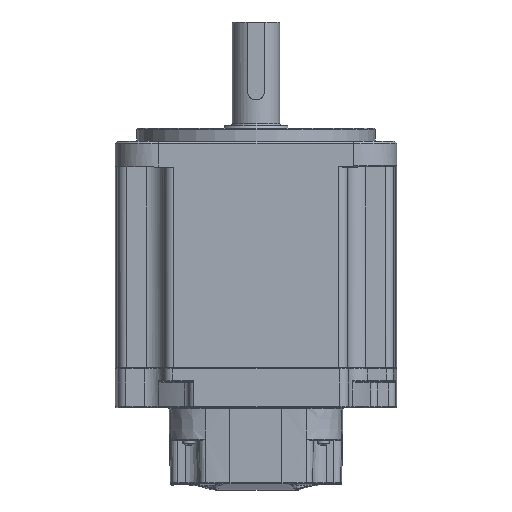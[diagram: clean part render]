
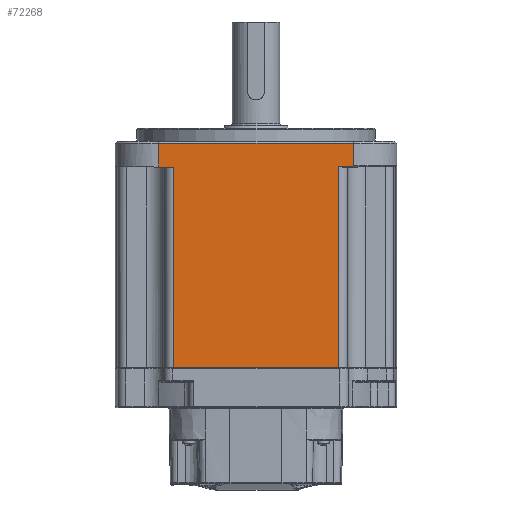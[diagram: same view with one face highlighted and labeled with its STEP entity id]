
A CAD part, left-side view. The second image highlights one B-rep face of the part: STEP entity #72268.
In plain terms, the highlighted planar face has unit normal (-1, 0, 0).
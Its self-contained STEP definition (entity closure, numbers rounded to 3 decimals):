
#8284 = DIRECTION ( 'NONE',  ( 0., 0., -1. ) ) ;
#9935 = EDGE_CURVE ( 'NONE', #23957, #136796, #130332, .T. ) ;
#12845 = CARTESIAN_POINT ( 'NONE',  ( -65., 38.176, -70.073 ) ) ;
#13631 = VECTOR ( 'NONE', #155958, 1000. ) ;
#16412 = DIRECTION ( 'NONE',  ( 0., 0., -1. ) ) ;
#20031 = CARTESIAN_POINT ( 'NONE',  ( -65., 38.176, -69.673 ) ) ;
#23957 = VERTEX_POINT ( 'NONE', #30333 ) ;
#24926 = ORIENTED_EDGE ( 'NONE', *, *, #139885, .F. ) ;
#30333 = CARTESIAN_POINT ( 'NONE',  ( -65., -45., 23.371 ) ) ;
#34093 = VERTEX_POINT ( 'NONE', #136346 ) ;
#35203 = VECTOR ( 'NONE', #82602, 1000. ) ;
#35394 = VECTOR ( 'NONE', #118086, 1000. ) ;
#36943 = CARTESIAN_POINT ( 'NONE',  ( -65., -45., 218.675 ) ) ;
#37114 = AXIS2_PLACEMENT_3D ( 'NONE', #36943, #159260, #16412 ) ;
#39193 = CARTESIAN_POINT ( 'NONE',  ( -65., 45., 33.827 ) ) ;
#39411 = EDGE_CURVE ( 'NONE', #157311, #23957, #138729, .T. ) ;
#41961 = CARTESIAN_POINT ( 'NONE',  ( -65., -45., 33.827 ) ) ;
#48047 = LINE ( 'NONE', #12845, #35394 ) ;
#49988 = EDGE_CURVE ( 'NONE', #151824, #136796, #72622, .T. ) ;
#50857 = CARTESIAN_POINT ( 'NONE',  ( -65., 45., 22.871 ) ) ;
#51086 = VERTEX_POINT ( 'NONE', #81776 ) ;
#53257 = VERTEX_POINT ( 'NONE', #123554 ) ;
#53819 = CARTESIAN_POINT ( 'NONE',  ( -65., -38.176, 23.252 ) ) ;
#56288 = CARTESIAN_POINT ( 'NONE',  ( -65., 45., 33.827 ) ) ;
#62080 = LINE ( 'NONE', #136051, #152589 ) ;
#62889 = VECTOR ( 'NONE', #139556, 1000. ) ;
#65996 = EDGE_CURVE ( 'NONE', #157311, #51086, #174255, .T. ) ;
#67958 = ORIENTED_EDGE ( 'NONE', *, *, #49988, .F. ) ;
#71050 = LINE ( 'NONE', #147917, #35203 ) ;
#72268 = ADVANCED_FACE ( 'NONE', ( #122853 ), #141184, .T. ) ;
#72622 = LINE ( 'NONE', #56288, #93413 ) ;
#77463 = VECTOR ( 'NONE', #8284, 1000. ) ;
#81776 = CARTESIAN_POINT ( 'NONE',  ( -65., -38.176, -69.673 ) ) ;
#82602 = DIRECTION ( 'NONE',  ( 0., -1., -0.017 ) ) ;
#83302 = DIRECTION ( 'NONE',  ( 0., -1., 0. ) ) ;
#93413 = VECTOR ( 'NONE', #83302, 1000. ) ;
#97594 = ORIENTED_EDGE ( 'NONE', *, *, #39411, .T. ) ;
#98090 = ORIENTED_EDGE ( 'NONE', *, *, #104668, .T. ) ;
#98649 = VECTOR ( 'NONE', #100154, 1000. ) ;
#100154 = DIRECTION ( 'NONE',  ( 0., -1., 0.017 ) ) ;
#104668 = EDGE_CURVE ( 'NONE', #53257, #34093, #71050, .T. ) ;
#111931 = ORIENTED_EDGE ( 'NONE', *, *, #151056, .F. ) ;
#112927 = CARTESIAN_POINT ( 'NONE',  ( -65., -38.176, 23.252 ) ) ;
#117681 = ORIENTED_EDGE ( 'NONE', *, *, #9935, .T. ) ;
#118086 = DIRECTION ( 'NONE',  ( 0., 0., 1. ) ) ;
#122853 = FACE_OUTER_BOUND ( 'NONE', #158562, .T. ) ;
#122927 = LINE ( 'NONE', #50857, #13631 ) ;
#123554 = CARTESIAN_POINT ( 'NONE',  ( -65., 45., 22.871 ) ) ;
#130332 = LINE ( 'NONE', #140145, #62889 ) ;
#136051 = CARTESIAN_POINT ( 'NONE',  ( -65., -38.176, -69.673 ) ) ;
#136346 = CARTESIAN_POINT ( 'NONE',  ( -65., 38.176, 22.752 ) ) ;
#136796 = VERTEX_POINT ( 'NONE', #41961 ) ;
#138729 = LINE ( 'NONE', #153133, #98649 ) ;
#139556 = DIRECTION ( 'NONE',  ( 0., 0., 1. ) ) ;
#139885 = EDGE_CURVE ( 'NONE', #51086, #158360, #62080, .T. ) ;
#140145 = CARTESIAN_POINT ( 'NONE',  ( -65., -45., 23.371 ) ) ;
#141184 = PLANE ( 'NONE',  #37114 ) ;
#147221 = EDGE_CURVE ( 'NONE', #53257, #151824, #122927, .T. ) ;
#147917 = CARTESIAN_POINT ( 'NONE',  ( -65., 45., 22.871 ) ) ;
#150894 = ORIENTED_EDGE ( 'NONE', *, *, #65996, .F. ) ;
#151056 = EDGE_CURVE ( 'NONE', #158360, #34093, #48047, .T. ) ;
#151824 = VERTEX_POINT ( 'NONE', #39193 ) ;
#152589 = VECTOR ( 'NONE', #161275, 1000. ) ;
#153133 = CARTESIAN_POINT ( 'NONE',  ( -65., -38.176, 23.252 ) ) ;
#155958 = DIRECTION ( 'NONE',  ( 0., 0., 1. ) ) ;
#157311 = VERTEX_POINT ( 'NONE', #53819 ) ;
#158360 = VERTEX_POINT ( 'NONE', #20031 ) ;
#158562 = EDGE_LOOP ( 'NONE', ( #24926, #150894, #97594, #117681, #67958, #163138, #98090, #111931 ) ) ;
#159260 = DIRECTION ( 'NONE',  ( -1., 0., 0. ) ) ;
#161275 = DIRECTION ( 'NONE',  ( 0., 1., 0. ) ) ;
#163138 = ORIENTED_EDGE ( 'NONE', *, *, #147221, .F. ) ;
#174255 = LINE ( 'NONE', #112927, #77463 ) ;
